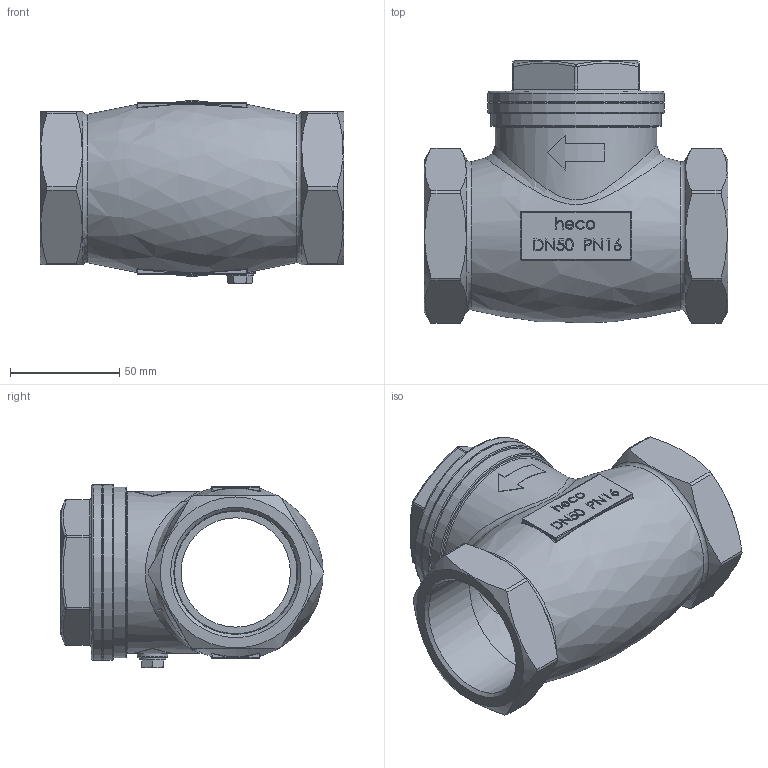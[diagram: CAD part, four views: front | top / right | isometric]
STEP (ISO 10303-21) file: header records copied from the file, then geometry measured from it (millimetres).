
FILE_DESCRIPTION (( 'STEP AP214' ), '1' );
FILE_NAME ('RÜ-200-000-4 Rückschlagklappe heco.STEP', '2013-09-30T08:00:36', ( 'test' ), ( '' ), 'SwSTEP 2.0', 'SolidWorks 2011', '' );
FILE_SCHEMA (( 'AUTOMOTIVE_DESIGN' ));
Length unit declared in the file: millimetre
Products named in the file (1): RÜ-200-000-4 Rückschlagklappe heco
Bounding box: 139 x 120 x 83.75 mm (x, y, z)
Volume: 307431.1 mm3; surface area: 84974.5 mm2
Topology: 1 solids, 1 shells, 539 faces, 1354 edges, 866 vertices
Faces by surface type: plane 229, bspline 207, cylinder 53, torus 22, cone 14, sphere 14
Full cylindrical faces by diameter (mm): 12 x1, 14 x1, 50 x1, 56 x1, 56.654 x2, 62 x1, 74 x1, 78 x1, 80.5 x2
Entity records: 35184 total; most frequent: CARTESIAN_POINT 18025, ORIENTED_EDGE 2586, DIRECTION 1679, EDGE_CURVE 1293, VERTEX_POINT 849, LINE 667, VECTOR 667, EDGE_LOOP 634
